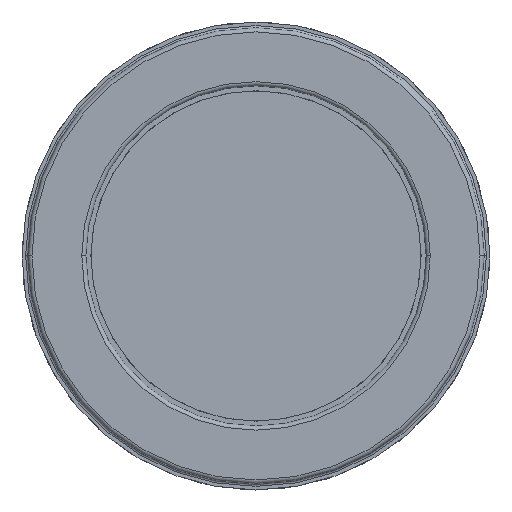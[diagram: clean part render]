
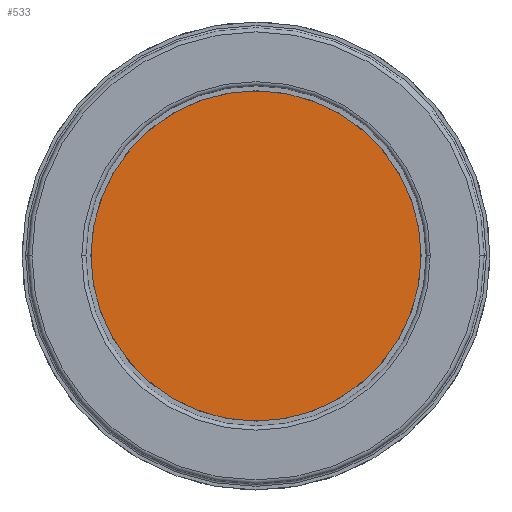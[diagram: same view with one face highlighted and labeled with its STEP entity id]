
A CAD part, top view. The second image highlights one B-rep face of the part: STEP entity #533.
In plain terms, the highlighted planar face has unit normal (0, 0, 1).
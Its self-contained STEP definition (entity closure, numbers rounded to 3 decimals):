
#33 = DIRECTION ( 'NONE',  ( 0., 0., 1. ) ) ;
#359 = AXIS2_PLACEMENT_3D ( 'NONE', #613, #4021, #2350 ) ;
#424 = EDGE_CURVE ( 'NONE', #5360, #3859, #2626, .T. ) ;
#533 = ADVANCED_FACE ( 'NONE', ( #1679 ), #3616, .T. ) ;
#613 = CARTESIAN_POINT ( 'NONE',  ( 0., 0., 2.5 ) ) ;
#801 = CARTESIAN_POINT ( 'NONE',  ( 67.5, 0., 2.5 ) ) ;
#1679 = FACE_OUTER_BOUND ( 'NONE', #2181, .T. ) ;
#1768 = AXIS2_PLACEMENT_3D ( 'NONE', #5373, #1926, #4883 ) ;
#1926 = DIRECTION ( 'NONE',  ( 0., 0., 1. ) ) ;
#2171 = AXIS2_PLACEMENT_3D ( 'NONE', #3015, #33, #5200 ) ;
#2181 = EDGE_LOOP ( 'NONE', ( #2846, #4304 ) ) ;
#2254 = EDGE_CURVE ( 'NONE', #3859, #5360, #3910, .T. ) ;
#2350 = DIRECTION ( 'NONE',  ( 1., 0., 0. ) ) ;
#2626 = CIRCLE ( 'NONE', #359, 67.5 ) ;
#2846 = ORIENTED_EDGE ( 'NONE', *, *, #2254, .T. ) ;
#3015 = CARTESIAN_POINT ( 'NONE',  ( 0., 0., 2.5 ) ) ;
#3544 = CARTESIAN_POINT ( 'NONE',  ( -67.5, 0., 2.5 ) ) ;
#3616 = PLANE ( 'NONE',  #1768 ) ;
#3859 = VERTEX_POINT ( 'NONE', #3544 ) ;
#3910 = CIRCLE ( 'NONE', #2171, 67.5 ) ;
#4021 = DIRECTION ( 'NONE',  ( 0., 0., 1. ) ) ;
#4304 = ORIENTED_EDGE ( 'NONE', *, *, #424, .T. ) ;
#4883 = DIRECTION ( 'NONE',  ( 1., 0., 0. ) ) ;
#5200 = DIRECTION ( 'NONE',  ( 1., 0., 0. ) ) ;
#5360 = VERTEX_POINT ( 'NONE', #801 ) ;
#5373 = CARTESIAN_POINT ( 'NONE',  ( 0., 0., 2.5 ) ) ;
